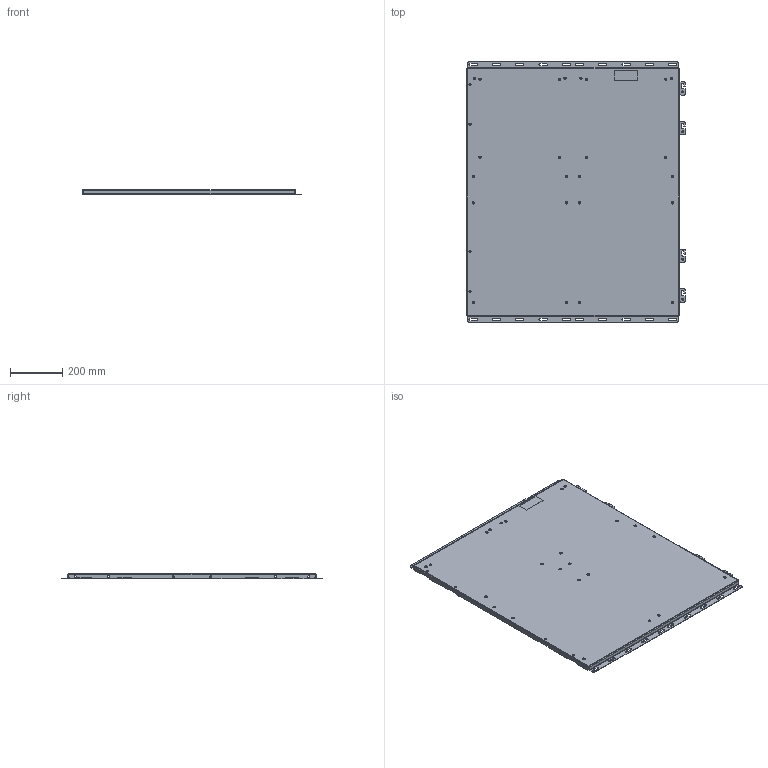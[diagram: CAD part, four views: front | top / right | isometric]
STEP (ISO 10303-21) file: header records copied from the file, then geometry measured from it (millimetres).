
FILE_DESCRIPTION (( 'STEP AP214' ), '1' );
FILE_NAME ('A70-0070-1 F Plate, BOS Mounting, Double.STEP', '2018-05-18T16:52:19', ( '' ), ( '' ), 'SwSTEP 2.0', 'SolidWorks 2015', '' );
FILE_SCHEMA (( 'AUTOMOTIVE_DESIGN' ));
Length unit declared in the file: inch
Products named in the file (1): A70-0070-1 F Plate, BOS Mounting, Double
Bounding box: 836.29 x 996.32 x 19.3 mm (x, y, z)
Volume: 1645382.4 mm3; surface area: 1746857.4 mm2
Topology: 26 solids, 26 shells, 921 faces, 2185 edges, 1356 vertices
Faces by surface type: cylinder 408, plane 321, cone 192
Entity records: 39227 total; most frequent: DIRECTION 5037, CARTESIAN_POINT 4463, ORIENTED_EDGE 4370, EDGE_CURVE 2185, AXIS2_PLACEMENT_3D 1930, VERTEX_POINT 1356, VECTOR 1177, LINE 1177
